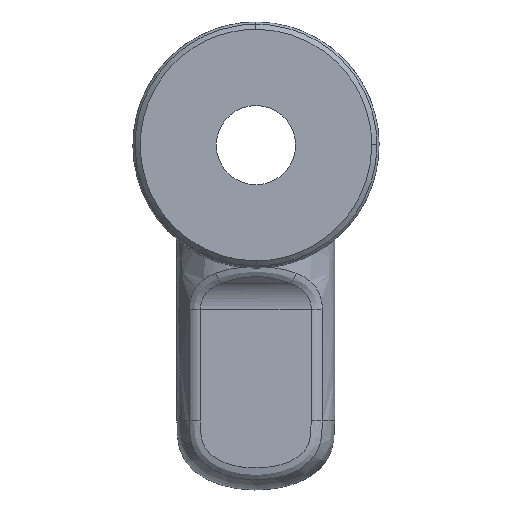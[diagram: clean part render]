
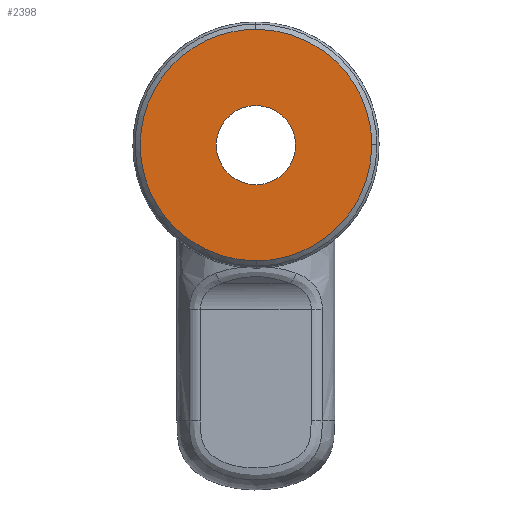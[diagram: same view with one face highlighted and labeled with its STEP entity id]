
A CAD part, front view. The second image highlights one B-rep face of the part: STEP entity #2398.
In plain terms, the highlighted planar face has unit normal (0, -1, 0).
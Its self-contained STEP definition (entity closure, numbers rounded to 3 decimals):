
#103 = CARTESIAN_POINT ( 'NONE',  ( -0.193, 8.202, 48.321 ) ) ;
#120 = CARTESIAN_POINT ( 'NONE',  ( 0.787, 8.202, 32.59 ) ) ;
#176 = PLANE ( 'NONE',  #2219 ) ;
#194 = CARTESIAN_POINT ( 'NONE',  ( -0.185, 8.202, 40.428 ) ) ;
#403 = DIRECTION ( 'NONE',  ( 0., -1., 0. ) ) ;
#414 = CARTESIAN_POINT ( 'NONE',  ( 3.726, 8.202, 33.497 ) ) ;
#438 = CARTESIAN_POINT ( 'NONE',  ( 6.763, 8.202, 36.538 ) ) ;
#467 = DIRECTION ( 'NONE',  ( 0., -1., 0. ) ) ;
#550 = CARTESIAN_POINT ( 'NONE',  ( 0.283, 8.202, 48.322 ) ) ;
#562 = CARTESIAN_POINT ( 'NONE',  ( 3.704, 8.202, 47.382 ) ) ;
#577 = CARTESIAN_POINT ( 'NONE',  ( -0.167, 8.202, 32.546 ) ) ;
#598 = AXIS2_PLACEMENT_3D ( 'NONE', #3132, #403, #2800 ) ;
#606 = VERTEX_POINT ( 'NONE', #3956 ) ;
#624 = EDGE_LOOP ( 'NONE', ( #2636, #2632, #995 ) ) ;
#731 = CARTESIAN_POINT ( 'NONE',  ( 2.251, 8.202, 32.912 ) ) ;
#745 = CARTESIAN_POINT ( 'NONE',  ( 4.631, 8.202, 34.089 ) ) ;
#853 = CARTESIAN_POINT ( 'NONE',  ( 0.761, 8.202, 48.28 ) ) ;
#861 = CARTESIAN_POINT ( 'NONE',  ( 7.524, 8.202, 42.406 ) ) ;
#866 = CIRCLE ( 'NONE', #598, 2.7 ) ;
#883 = EDGE_CURVE ( 'NONE', #606, #3605, #934, .T. ) ;
#924 = FACE_OUTER_BOUND ( 'NONE', #624, .T. ) ;
#934 =( BOUNDED_CURVE ( )  B_SPLINE_CURVE ( 3, ( #1091, #550, #853, #3879, #1749, #562, #2992, #1157, #3290, #3586, #861, #3905, #2694 ),
 .UNSPECIFIED., .F., .F. ) 
 B_SPLINE_CURVE_WITH_KNOTS ( ( 4, 2, 2, 3, 2, 4 ),
 ( 0., 0.002, 0.003, 0.006, 0.009, 0.012 ),
 .UNSPECIFIED. ) 
 CURVE ( )  GEOMETRIC_REPRESENTATION_ITEM ( )  RATIONAL_B_SPLINE_CURVE ( ( 1., 0.976, 0.954, 0.918, 0.903, 0.866, 0.854, 0.854, 0.853, 0.866, 0.914, 0.951, 1. ) ) 
 REPRESENTATION_ITEM ( '' )  );
#941 = CARTESIAN_POINT ( 'NONE',  ( -2.61, 8.202, 47.955 ) ) ;
#945 = VERTEX_POINT ( 'NONE', #3357 ) ;
#990 = CARTESIAN_POINT ( 'NONE',  ( -8.068, 8.202, 40.421 ) ) ;
#995 = ORIENTED_EDGE ( 'NONE', *, *, #3462, .F. ) ;
#1047 = CARTESIAN_POINT ( 'NONE',  ( 0.308, 8.202, 32.546 ) ) ;
#1091 = CARTESIAN_POINT ( 'NONE',  ( -0.193, 8.202, 48.321 ) ) ;
#1103 = DIRECTION ( 'NONE',  ( 0., -1., 0. ) ) ;
#1105 = EDGE_CURVE ( 'NONE', #1783, #1957, #866, .T. ) ;
#1114 = CARTESIAN_POINT ( 'NONE',  ( 7.708, 8.202, 40.446 ) ) ;
#1157 = CARTESIAN_POINT ( 'NONE',  ( 5.383, 8.202, 46.025 ) ) ;
#1164 = EDGE_CURVE ( 'NONE', #3605, #945, #2909, .T. ) ;
#1348 = CARTESIAN_POINT ( 'NONE',  ( 7.709, 8.202, 39.467 ) ) ;
#1358 = CARTESIAN_POINT ( 'NONE',  ( -4.086, 8.202, 47.369 ) ) ;
#1373 = AXIS2_PLACEMENT_3D ( 'NONE', #194, #1103, #3265 ) ;
#1448 = CARTESIAN_POINT ( 'NONE',  ( -2.586, 8.202, 32.904 ) ) ;
#1449 = FACE_BOUND ( 'NONE', #2272, .T. ) ;
#1662 = CARTESIAN_POINT ( 'NONE',  ( -7.122, 8.202, 44.328 ) ) ;
#1749 = CARTESIAN_POINT ( 'NONE',  ( 2.227, 8.202, 47.962 ) ) ;
#1755 = CARTESIAN_POINT ( 'NONE',  ( -8.069, 8.202, 41.399 ) ) ;
#1783 = VERTEX_POINT ( 'NONE', #3048 ) ;
#1957 = VERTEX_POINT ( 'NONE', #2874 ) ;
#2032 = CARTESIAN_POINT ( 'NONE',  ( -6.531, 8.202, 45.236 ) ) ;
#2142 = CARTESIAN_POINT ( 'NONE',  ( -7.884, 8.202, 38.46 ) ) ;
#2219 = AXIS2_PLACEMENT_3D ( 'NONE', #3817, #467, #2314 ) ;
#2235 = CARTESIAN_POINT ( 'NONE',  ( 5.401, 8.202, 34.86 ) ) ;
#2239 = ORIENTED_EDGE ( 'NONE', *, *, #3699, .F. ) ;
#2269 = CARTESIAN_POINT ( 'NONE',  ( -4.991, 8.202, 46.778 ) ) ;
#2272 = EDGE_LOOP ( 'NONE', ( #2239, #3628 ) ) ;
#2314 = DIRECTION ( 'NONE',  ( 0., 0., -1. ) ) ;
#2355 = CARTESIAN_POINT ( 'NONE',  ( -1.146, 8.202, 48.276 ) ) ;
#2386 = CARTESIAN_POINT ( 'NONE',  ( -4.064, 8.202, 33.485 ) ) ;
#2398 = ADVANCED_FACE ( 'NONE', ( #1449, #924 ), #176, .T. ) ;
#2399 = CARTESIAN_POINT ( 'NONE',  ( -2.096, 8.202, 32.765 ) ) ;
#2413 = CARTESIAN_POINT ( 'NONE',  ( -2.121, 8.202, 48.095 ) ) ;
#2478 = CARTESIAN_POINT ( 'NONE',  ( -6.516, 8.202, 35.61 ) ) ;
#2575 = CARTESIAN_POINT ( 'NONE',  ( 7.708, 8.202, 40.446 ) ) ;
#2585 = CARTESIAN_POINT ( 'NONE',  ( -0.167, 8.202, 32.546 ) ) ;
#2632 = ORIENTED_EDGE ( 'NONE', *, *, #883, .F. ) ;
#2636 = ORIENTED_EDGE ( 'NONE', *, *, #1164, .F. ) ;
#2694 = CARTESIAN_POINT ( 'NONE',  ( 7.708, 8.202, 40.446 ) ) ;
#2763 = CARTESIAN_POINT ( 'NONE',  ( -8.066, 8.202, 39.442 ) ) ;
#2800 = DIRECTION ( 'NONE',  ( 0., 0., -1. ) ) ;
#2874 = CARTESIAN_POINT ( 'NONE',  ( -0.185, 8.202, 37.728 ) ) ;
#2888 = CARTESIAN_POINT ( 'NONE',  ( 6.171, 8.202, 35.631 ) ) ;
#2909 =( BOUNDED_CURVE ( )  B_SPLINE_CURVE ( 3, ( #2575, #1348, #2916, #438, #2888, #2235, #745, #414, #731, #3764, #120, #1047, #2585 ),
 .UNSPECIFIED., .F., .F. ) 
 B_SPLINE_CURVE_WITH_KNOTS ( ( 4, 2, 3, 2, 2, 4 ),
 ( 0., 0.003, 0.006, 0.009, 0.011, 0.012 ),
 .UNSPECIFIED. ) 
 CURVE ( )  GEOMETRIC_REPRESENTATION_ITEM ( )  RATIONAL_B_SPLINE_CURVE ( ( 1., 0.951, 0.914, 0.866, 0.853, 0.854, 0.854, 0.866, 0.903, 0.918, 0.954, 0.976, 1. ) ) 
 REPRESENTATION_ITEM ( '' )  );
#2916 = CARTESIAN_POINT ( 'NONE',  ( 7.531, 8.202, 38.485 ) ) ;
#2984 = CIRCLE ( 'NONE', #1373, 2.7 ) ;
#2990 = CARTESIAN_POINT ( 'NONE',  ( -0.668, 8.202, 48.32 ) ) ;
#2991 = CARTESIAN_POINT ( 'NONE',  ( -5.761, 8.202, 46.007 ) ) ;
#2992 = CARTESIAN_POINT ( 'NONE',  ( 4.611, 8.202, 46.793 ) ) ;
#3022 =( BOUNDED_CURVE ( )  B_SPLINE_CURVE ( 3, ( #577, #3917, #3324, #2399, #1448, #2386, #3578, #3080, #2478, #3562, #2142, #2763, #990, #3170, #1755, #3188, #1662, #2032, #2991, #2269, #1358, #941, #2413, #2355, #2990, #103 ),
 .UNSPECIFIED., .F., .F. ) 
 B_SPLINE_CURVE_WITH_KNOTS ( ( 4, 2, 2, 3, 2, 2, 2, 2, 3, 2, 2, 4 ),
 ( 0., 0.002, 0.003, 0.006, 0.009, 0.012, 0.012, 0.016, 0.019, 0.022, 0.023, 0.025 ),
 .UNSPECIFIED. ) 
 CURVE ( )  GEOMETRIC_REPRESENTATION_ITEM ( )  RATIONAL_B_SPLINE_CURVE ( ( 1., 0.976, 0.954, 0.918, 0.903, 0.866, 0.854, 0.854, 0.853, 0.866, 0.914, 0.951, 1., 1., 0.951, 0.914, 0.866, 0.853, 0.854, 0.854, 0.866, 0.903, 0.918, 0.954, 0.976, 1. ) ) 
 REPRESENTATION_ITEM ( '' )  );
#3048 = CARTESIAN_POINT ( 'NONE',  ( -0.185, 8.202, 43.128 ) ) ;
#3080 = CARTESIAN_POINT ( 'NONE',  ( -5.743, 8.202, 34.842 ) ) ;
#3132 = CARTESIAN_POINT ( 'NONE',  ( -0.185, 8.202, 40.428 ) ) ;
#3170 = CARTESIAN_POINT ( 'NONE',  ( -8.068, 8.202, 40.421 ) ) ;
#3188 = CARTESIAN_POINT ( 'NONE',  ( -7.891, 8.202, 42.382 ) ) ;
#3265 = DIRECTION ( 'NONE',  ( 0., 0., -1. ) ) ;
#3290 = CARTESIAN_POINT ( 'NONE',  ( 6.156, 8.202, 45.256 ) ) ;
#3324 = CARTESIAN_POINT ( 'NONE',  ( -1.121, 8.202, 32.587 ) ) ;
#3357 = CARTESIAN_POINT ( 'NONE',  ( -0.167, 8.202, 32.546 ) ) ;
#3462 = EDGE_CURVE ( 'NONE', #945, #606, #3022, .T. ) ;
#3562 = CARTESIAN_POINT ( 'NONE',  ( -7.11, 8.202, 36.516 ) ) ;
#3578 = CARTESIAN_POINT ( 'NONE',  ( -4.971, 8.202, 34.073 ) ) ;
#3586 = CARTESIAN_POINT ( 'NONE',  ( 6.75, 8.202, 44.351 ) ) ;
#3605 = VERTEX_POINT ( 'NONE', #1114 ) ;
#3628 = ORIENTED_EDGE ( 'NONE', *, *, #1105, .F. ) ;
#3699 = EDGE_CURVE ( 'NONE', #1957, #1783, #2984, .T. ) ;
#3764 = CARTESIAN_POINT ( 'NONE',  ( 1.761, 8.202, 32.771 ) ) ;
#3817 = CARTESIAN_POINT ( 'NONE',  ( -8.227, 8.202, 48.479 ) ) ;
#3879 = CARTESIAN_POINT ( 'NONE',  ( 1.736, 8.202, 48.101 ) ) ;
#3905 = CARTESIAN_POINT ( 'NONE',  ( 7.706, 8.202, 41.424 ) ) ;
#3917 = CARTESIAN_POINT ( 'NONE',  ( -0.643, 8.202, 32.545 ) ) ;
#3956 = CARTESIAN_POINT ( 'NONE',  ( -0.193, 8.202, 48.321 ) ) ;
